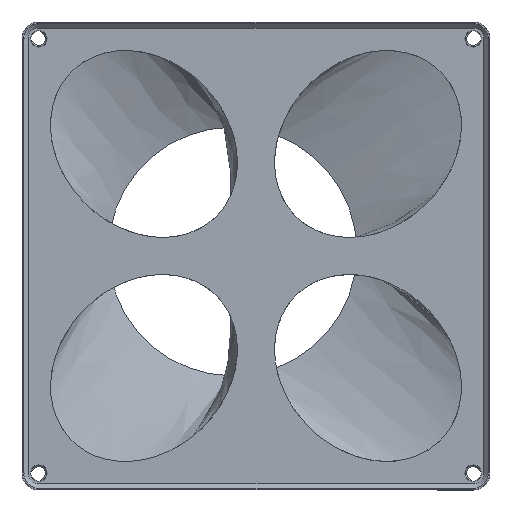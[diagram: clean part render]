
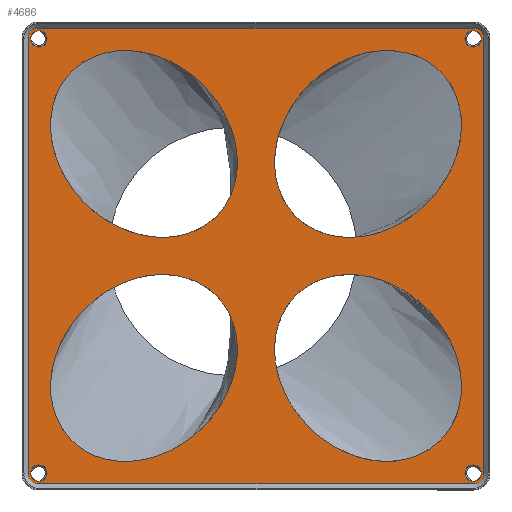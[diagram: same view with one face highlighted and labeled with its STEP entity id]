
A CAD part, top view. The second image highlights one B-rep face of the part: STEP entity #4686.
In plain terms, the highlighted planar face has unit normal (0, 0, 1).
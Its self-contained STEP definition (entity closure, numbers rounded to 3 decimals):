
#52=FACE_BOUND('',#517,.T.);
#53=FACE_BOUND('',#518,.T.);
#54=FACE_BOUND('',#519,.T.);
#55=FACE_BOUND('',#520,.T.);
#56=FACE_BOUND('',#521,.T.);
#57=FACE_BOUND('',#522,.T.);
#58=FACE_BOUND('',#523,.T.);
#59=FACE_BOUND('',#524,.T.);
#256=FACE_OUTER_BOUND('',#516,.T.);
#516=EDGE_LOOP('',(#3438,#3439,#3440,#3441,#3442,#3443,#3444,#3445));
#517=EDGE_LOOP('',(#3446));
#518=EDGE_LOOP('',(#3447));
#519=EDGE_LOOP('',(#3448));
#520=EDGE_LOOP('',(#3449));
#521=EDGE_LOOP('',(#3450));
#522=EDGE_LOOP('',(#3451));
#523=EDGE_LOOP('',(#3452));
#524=EDGE_LOOP('',(#3453));
#795=CIRCLE('',#5052,3.35);
#796=CIRCLE('',#5055,3.35);
#798=CIRCLE('',#5059,3.35);
#799=CIRCLE('',#5060,3.35);
#800=CIRCLE('',#5065,2.5);
#801=CIRCLE('',#5066,2.5);
#802=CIRCLE('',#5067,2.5);
#803=CIRCLE('',#5068,2.5);
#923=ELLIPSE('',#5061,31.5,25.75);
#924=ELLIPSE('',#5062,31.5,25.75);
#925=ELLIPSE('',#5063,31.5,25.75);
#926=ELLIPSE('',#5064,31.5,25.75);
#1098=LINE('',#7260,#1554);
#1102=LINE('',#7269,#1558);
#1105=LINE('',#7281,#1561);
#1106=LINE('',#7284,#1562);
#1554=VECTOR('',#5831,10.);
#1558=VECTOR('',#5841,10.);
#1561=VECTOR('',#5854,10.);
#1562=VECTOR('',#5857,10.);
#2043=VERTEX_POINT('',#7257);
#2044=VERTEX_POINT('',#7259);
#2045=VERTEX_POINT('',#7263);
#2046=VERTEX_POINT('',#7267);
#2047=VERTEX_POINT('',#7271);
#2049=VERTEX_POINT('',#7279);
#2050=VERTEX_POINT('',#7280);
#2051=VERTEX_POINT('',#7283);
#2052=VERTEX_POINT('',#7286);
#2053=VERTEX_POINT('',#7288);
#2054=VERTEX_POINT('',#7290);
#2055=VERTEX_POINT('',#7292);
#2056=VERTEX_POINT('',#7294);
#2057=VERTEX_POINT('',#7296);
#2058=VERTEX_POINT('',#7298);
#2059=VERTEX_POINT('',#7300);
#2572=EDGE_CURVE('',#2043,#2044,#1098,.T.);
#2575=EDGE_CURVE('',#2045,#2043,#795,.T.);
#2577=EDGE_CURVE('',#2046,#2045,#1102,.T.);
#2579=EDGE_CURVE('',#2047,#2046,#796,.T.);
#2582=EDGE_CURVE('',#2049,#2050,#1105,.T.);
#2583=EDGE_CURVE('',#2044,#2049,#798,.T.);
#2584=EDGE_CURVE('',#2051,#2047,#1106,.T.);
#2585=EDGE_CURVE('',#2050,#2051,#799,.T.);
#2586=EDGE_CURVE('',#2052,#2052,#923,.T.);
#2587=EDGE_CURVE('',#2053,#2053,#924,.T.);
#2588=EDGE_CURVE('',#2054,#2054,#925,.T.);
#2589=EDGE_CURVE('',#2055,#2055,#926,.T.);
#2590=EDGE_CURVE('',#2056,#2056,#800,.T.);
#2591=EDGE_CURVE('',#2057,#2057,#801,.T.);
#2592=EDGE_CURVE('',#2058,#2058,#802,.T.);
#2593=EDGE_CURVE('',#2059,#2059,#803,.T.);
#3438=ORIENTED_EDGE('',*,*,#2582,.F.);
#3439=ORIENTED_EDGE('',*,*,#2583,.F.);
#3440=ORIENTED_EDGE('',*,*,#2572,.F.);
#3441=ORIENTED_EDGE('',*,*,#2575,.F.);
#3442=ORIENTED_EDGE('',*,*,#2577,.F.);
#3443=ORIENTED_EDGE('',*,*,#2579,.F.);
#3444=ORIENTED_EDGE('',*,*,#2584,.F.);
#3445=ORIENTED_EDGE('',*,*,#2585,.F.);
#3446=ORIENTED_EDGE('',*,*,#2586,.T.);
#3447=ORIENTED_EDGE('',*,*,#2587,.T.);
#3448=ORIENTED_EDGE('',*,*,#2588,.T.);
#3449=ORIENTED_EDGE('',*,*,#2589,.T.);
#3450=ORIENTED_EDGE('',*,*,#2590,.T.);
#3451=ORIENTED_EDGE('',*,*,#2591,.T.);
#3452=ORIENTED_EDGE('',*,*,#2592,.T.);
#3453=ORIENTED_EDGE('',*,*,#2593,.T.);
#4522=PLANE('',#5058);
#4686=ADVANCED_FACE('',(#256,#52,#53,#54,#55,#56,#57,#58,#59),#4522,.T.);
#5052=AXIS2_PLACEMENT_3D('',#7265,#5836,#5837);
#5055=AXIS2_PLACEMENT_3D('',#7273,#5845,#5846);
#5058=AXIS2_PLACEMENT_3D('',#7278,#5852,#5853);
#5059=AXIS2_PLACEMENT_3D('',#7282,#5855,#5856);
#5060=AXIS2_PLACEMENT_3D('',#7285,#5858,#5859);
#5061=AXIS2_PLACEMENT_3D('',#7287,#5860,#5861);
#5062=AXIS2_PLACEMENT_3D('',#7289,#5862,#5863);
#5063=AXIS2_PLACEMENT_3D('',#7291,#5864,#5865);
#5064=AXIS2_PLACEMENT_3D('',#7293,#5866,#5867);
#5065=AXIS2_PLACEMENT_3D('',#7295,#5868,#5869);
#5066=AXIS2_PLACEMENT_3D('',#7297,#5870,#5871);
#5067=AXIS2_PLACEMENT_3D('',#7299,#5872,#5873);
#5068=AXIS2_PLACEMENT_3D('',#7301,#5874,#5875);
#5831=DIRECTION('',(1.,0.,0.));
#5836=DIRECTION('center_axis',(0.,0.,-1.));
#5837=DIRECTION('ref_axis',(0.,1.,0.));
#5841=DIRECTION('',(0.,1.,0.));
#5845=DIRECTION('center_axis',(0.,0.,-1.));
#5846=DIRECTION('ref_axis',(-1.,0.,0.));
#5852=DIRECTION('center_axis',(0.,0.,1.));
#5853=DIRECTION('ref_axis',(1.,0.,0.));
#5854=DIRECTION('',(0.,-1.,0.));
#5855=DIRECTION('center_axis',(0.,0.,-1.));
#5856=DIRECTION('ref_axis',(1.,0.,0.));
#5857=DIRECTION('',(-1.,0.,0.));
#5858=DIRECTION('center_axis',(0.,0.,-1.));
#5859=DIRECTION('ref_axis',(0.,-1.,0.));
#5860=DIRECTION('center_axis',(0.,0.,-1.));
#5861=DIRECTION('ref_axis',(-0.707,0.707,0.));
#5862=DIRECTION('center_axis',(0.,0.,-1.));
#5863=DIRECTION('ref_axis',(0.707,-0.707,0.));
#5864=DIRECTION('center_axis',(0.,0.,-1.));
#5865=DIRECTION('ref_axis',(0.707,0.707,0.));
#5866=DIRECTION('center_axis',(0.,0.,-1.));
#5867=DIRECTION('ref_axis',(-0.707,-0.707,0.));
#5868=DIRECTION('center_axis',(0.,0.,-1.));
#5869=DIRECTION('ref_axis',(0.,-1.,0.));
#5870=DIRECTION('center_axis',(0.,0.,-1.));
#5871=DIRECTION('ref_axis',(-1.,0.,0.));
#5872=DIRECTION('center_axis',(0.,0.,-1.));
#5873=DIRECTION('ref_axis',(0.,1.,0.));
#5874=DIRECTION('center_axis',(0.,0.,-1.));
#5875=DIRECTION('ref_axis',(1.,0.,0.));
#7257=CARTESIAN_POINT('',(-66.8,70.15,55.));
#7259=CARTESIAN_POINT('',(66.8,70.15,55.));
#7260=CARTESIAN_POINT('',(-33.4,70.15,55.));
#7263=CARTESIAN_POINT('',(-70.15,66.8,55.));
#7265=CARTESIAN_POINT('Origin',(-66.8,66.8,55.));
#7267=CARTESIAN_POINT('',(-70.15,-66.8,55.));
#7269=CARTESIAN_POINT('',(-70.15,-33.4,55.));
#7271=CARTESIAN_POINT('',(-66.8,-70.15,55.));
#7273=CARTESIAN_POINT('Origin',(-66.8,-66.8,55.));
#7278=CARTESIAN_POINT('Origin',(0.,0.,55.));
#7279=CARTESIAN_POINT('',(70.15,66.8,55.));
#7280=CARTESIAN_POINT('',(70.15,-66.8,55.));
#7281=CARTESIAN_POINT('',(70.15,33.4,55.));
#7282=CARTESIAN_POINT('Origin',(66.8,66.8,55.));
#7283=CARTESIAN_POINT('',(66.8,-70.15,55.));
#7284=CARTESIAN_POINT('',(33.4,-70.15,55.));
#7285=CARTESIAN_POINT('Origin',(66.8,-66.8,55.));
#7286=CARTESIAN_POINT('',(-12.198,12.198,55.));
#7287=CARTESIAN_POINT('Origin',(-34.471,34.471,55.));
#7288=CARTESIAN_POINT('',(12.198,-12.198,55.));
#7289=CARTESIAN_POINT('Origin',(34.471,-34.471,55.));
#7290=CARTESIAN_POINT('',(12.198,12.198,55.));
#7291=CARTESIAN_POINT('Origin',(34.471,34.471,55.));
#7292=CARTESIAN_POINT('',(-12.198,-12.198,55.));
#7293=CARTESIAN_POINT('Origin',(-34.471,-34.471,55.));
#7294=CARTESIAN_POINT('',(-66.8,69.3,55.));
#7295=CARTESIAN_POINT('Origin',(-66.8,66.8,55.));
#7296=CARTESIAN_POINT('',(69.3,66.8,55.));
#7297=CARTESIAN_POINT('Origin',(66.8,66.8,55.));
#7298=CARTESIAN_POINT('',(66.8,-69.3,55.));
#7299=CARTESIAN_POINT('Origin',(66.8,-66.8,55.));
#7300=CARTESIAN_POINT('',(-69.3,-66.8,55.));
#7301=CARTESIAN_POINT('Origin',(-66.8,-66.8,55.));
